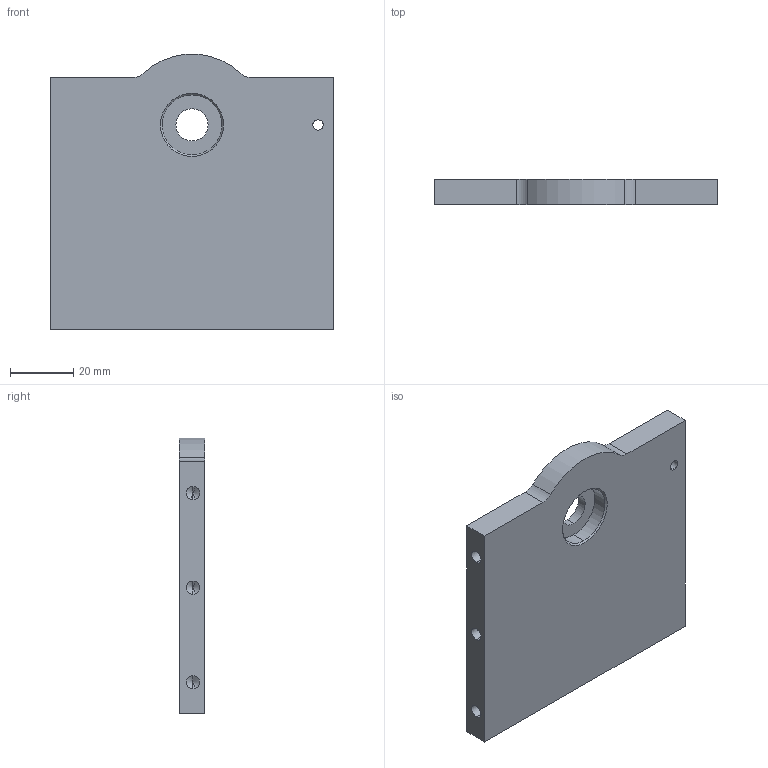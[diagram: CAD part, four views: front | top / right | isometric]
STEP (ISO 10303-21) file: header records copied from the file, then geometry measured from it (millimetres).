
FILE_DESCRIPTION (( 'STEP AP203' ), '1' );
FILE_NAME ('TIT-001-A-Support-roue-motrice-horizontal.STEP', '2022-05-25T11:53:54', ( '' ), ( '' ), 'SwSTEP 2.0', 'SolidWorks 2016', '' );
FILE_SCHEMA (( 'CONFIG_CONTROL_DESIGN' ));
Length unit declared in the file: millimetre
Products named in the file (1): TIT-001-A-Support-roue-motrice-horizontal
Bounding box: 90 x 8 x 87.42 mm (x, y, z)
Volume: 56396.6 mm3; surface area: 18584.7 mm2
Topology: 1 solids, 1 shells, 45 faces, 110 edges, 62 vertices
Faces by surface type: cylinder 21, cone 16, plane 8
Entity records: 1323 total; most frequent: DIRECTION 236, CARTESIAN_POINT 206, ORIENTED_EDGE 196, EDGE_CURVE 98, AXIS2_PLACEMENT_3D 92, VERTEX_POINT 62, EDGE_LOOP 56, VECTOR 52
